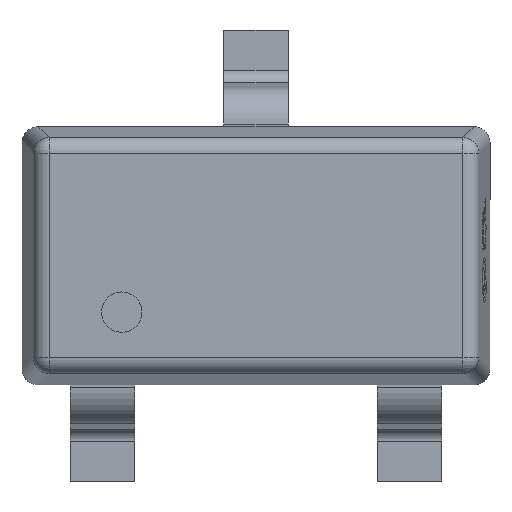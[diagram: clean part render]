
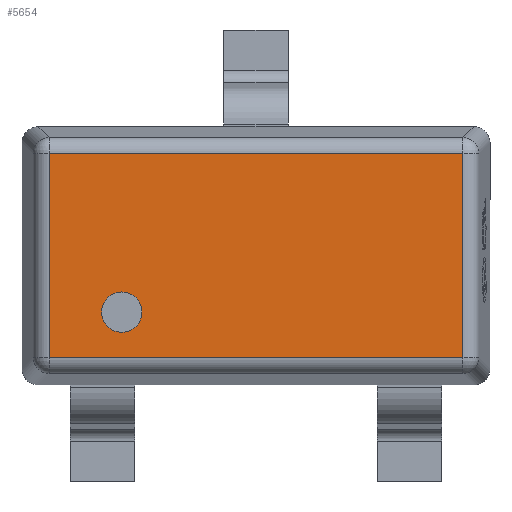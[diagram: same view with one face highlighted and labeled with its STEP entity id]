
A CAD part, top view. The second image highlights one B-rep face of the part: STEP entity #5654.
In plain terms, the highlighted planar face has unit normal (0, 0, 1).
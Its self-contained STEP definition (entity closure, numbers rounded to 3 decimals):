
#345=FACE_BOUND('',#848,.T.);
#360=PLANE('',#6019);
#528=FACE_OUTER_BOUND('',#847,.T.);
#847=EDGE_LOOP('',(#3878,#3879,#3880,#3881));
#848=EDGE_LOOP('',(#3882));
#1274=LINE('',#8231,#1836);
#1275=LINE('',#8233,#1837);
#1276=LINE('',#8235,#1838);
#1277=LINE('',#8236,#1839);
#1836=VECTOR('',#6541,1.);
#1837=VECTOR('',#6542,1.);
#1838=VECTOR('',#6543,1.);
#1839=VECTOR('',#6544,1.);
#2276=CIRCLE('',#5980,0.125);
#2326=VERTEX_POINT('',#7602);
#2526=VERTEX_POINT('',#8229);
#2527=VERTEX_POINT('',#8230);
#2528=VERTEX_POINT('',#8232);
#2529=VERTEX_POINT('',#8234);
#2859=EDGE_CURVE('',#2326,#2326,#2276,.T.);
#3060=EDGE_CURVE('',#2526,#2527,#1274,.T.);
#3061=EDGE_CURVE('',#2527,#2528,#1275,.T.);
#3062=EDGE_CURVE('',#2528,#2529,#1276,.T.);
#3063=EDGE_CURVE('',#2529,#2526,#1277,.T.);
#3878=ORIENTED_EDGE('',*,*,#3060,.T.);
#3879=ORIENTED_EDGE('',*,*,#3061,.T.);
#3880=ORIENTED_EDGE('',*,*,#3062,.T.);
#3881=ORIENTED_EDGE('',*,*,#3063,.T.);
#3882=ORIENTED_EDGE('',*,*,#2859,.F.);
#5654=ADVANCED_FACE('',(#528,#345),#360,.T.);
#5980=AXIS2_PLACEMENT_3D('',#7604,#6339,#6340);
#6019=AXIS2_PLACEMENT_3D('',#8228,#6539,#6540);
#6339=DIRECTION('center_axis',(0.,0.,1.));
#6340=DIRECTION('ref_axis',(0.,1.,0.));
#6539=DIRECTION('center_axis',(0.,0.,1.));
#6540=DIRECTION('ref_axis',(0.,1.,0.));
#6541=DIRECTION('',(-1.,0.,0.));
#6542=DIRECTION('',(0.,-1.,0.));
#6543=DIRECTION('',(1.,0.,0.));
#6544=DIRECTION('',(0.,1.,0.));
#7602=CARTESIAN_POINT('',(0.35,-0.956,1.4));
#7604=CARTESIAN_POINT('Origin',(0.35,-0.831,1.4));
#8228=CARTESIAN_POINT('Origin',(0.,0.,1.4));
#8229=CARTESIAN_POINT('',(0.632,1.282,1.4));
#8230=CARTESIAN_POINT('',(-0.632,1.282,1.4));
#8231=CARTESIAN_POINT('',(0.,1.282,1.4));
#8232=CARTESIAN_POINT('',(-0.632,-1.282,1.4));
#8233=CARTESIAN_POINT('',(-0.632,0.,1.4));
#8234=CARTESIAN_POINT('',(0.632,-1.282,1.4));
#8235=CARTESIAN_POINT('',(0.,-1.282,1.4));
#8236=CARTESIAN_POINT('',(0.632,0.,1.4));
